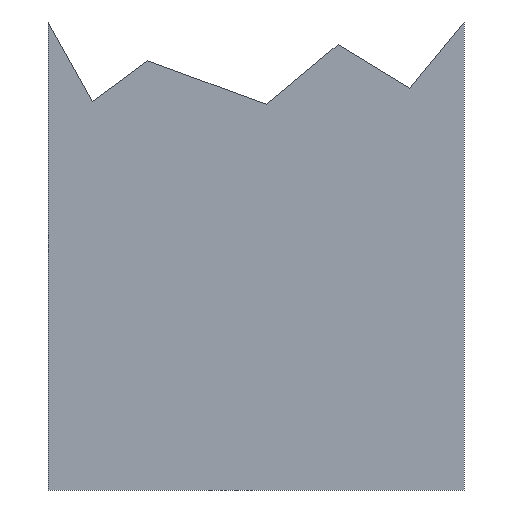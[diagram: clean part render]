
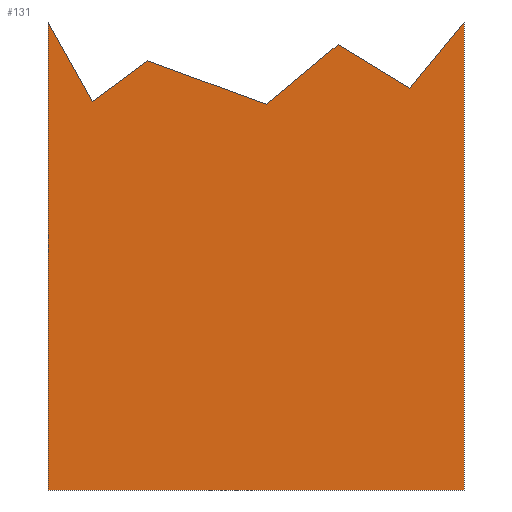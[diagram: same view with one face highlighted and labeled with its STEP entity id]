
A CAD part, front view. The second image highlights one B-rep face of the part: STEP entity #131.
In plain terms, the highlighted planar face has unit normal (0, -1, 0).
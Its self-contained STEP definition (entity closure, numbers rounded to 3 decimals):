
#52=CARTESIAN_POINT('Axis2P3D Location',(0.,-135.,0.)) ;
#57=CARTESIAN_POINT('Line Origine',(17.375,-135.,41.821)) ;
#61=CARTESIAN_POINT('Vertex',(20.,-135.,45.)) ;
#63=CARTESIAN_POINT('Vertex',(14.749,-135.,38.641)) ;
#66=CARTESIAN_POINT('Line Origine',(11.319,-135.,40.729)) ;
#70=CARTESIAN_POINT('Vertex',(7.889,-135.,42.817)) ;
#73=CARTESIAN_POINT('Line Origine',(4.439,-135.,39.949)) ;
#77=CARTESIAN_POINT('Vertex',(0.989,-135.,37.082)) ;
#80=CARTESIAN_POINT('Line Origine',(-4.713,-135.,39.177)) ;
#84=CARTESIAN_POINT('Vertex',(-10.414,-135.,41.273)) ;
#87=CARTESIAN_POINT('Line Origine',(-13.069,-135.,39.308)) ;
#91=CARTESIAN_POINT('Vertex',(-15.723,-135.,37.344)) ;
#94=CARTESIAN_POINT('Line Origine',(-17.862,-135.,41.172)) ;
#98=CARTESIAN_POINT('Vertex',(-20.,-135.,45.)) ;
#101=CARTESIAN_POINT('Line Origine',(-20.,-135.,22.5)) ;
#105=CARTESIAN_POINT('Vertex',(-20.,-135.,0.)) ;
#108=CARTESIAN_POINT('Line Origine',(0.,-135.,0.)) ;
#112=CARTESIAN_POINT('Vertex',(20.,-135.,0.)) ;
#115=CARTESIAN_POINT('Line Origine',(20.,-135.,22.5)) ;
#53=DIRECTION('Axis2P3D Direction',(0.,1.,0.)) ;
#54=DIRECTION('Axis2P3D XDirection',(0.,0.,1.)) ;
#58=DIRECTION('Vector Direction',(-0.637,0.,-0.771)) ;
#67=DIRECTION('Vector Direction',(-0.854,0.,0.52)) ;
#74=DIRECTION('Vector Direction',(-0.769,0.,-0.639)) ;
#81=DIRECTION('Vector Direction',(-0.939,0.,0.345)) ;
#88=DIRECTION('Vector Direction',(-0.804,0.,-0.595)) ;
#95=DIRECTION('Vector Direction',(0.488,0.,-0.873)) ;
#102=DIRECTION('Vector Direction',(0.,0.,1.)) ;
#109=DIRECTION('Vector Direction',(1.,0.,0.)) ;
#116=DIRECTION('Vector Direction',(0.,0.,1.)) ;
#55=AXIS2_PLACEMENT_3D('Plane Axis2P3D',#52,#53,#54) ;
#121=ORIENTED_EDGE('',*,*,#65,.T.) ;
#122=ORIENTED_EDGE('',*,*,#72,.T.) ;
#123=ORIENTED_EDGE('',*,*,#79,.T.) ;
#124=ORIENTED_EDGE('',*,*,#86,.T.) ;
#125=ORIENTED_EDGE('',*,*,#93,.T.) ;
#126=ORIENTED_EDGE('',*,*,#100,.T.) ;
#127=ORIENTED_EDGE('',*,*,#107,.F.) ;
#128=ORIENTED_EDGE('',*,*,#114,.T.) ;
#129=ORIENTED_EDGE('',*,*,#119,.T.) ;
#59=VECTOR('Line Direction',#58,1.) ;
#68=VECTOR('Line Direction',#67,1.) ;
#75=VECTOR('Line Direction',#74,1.) ;
#82=VECTOR('Line Direction',#81,1.) ;
#89=VECTOR('Line Direction',#88,1.) ;
#96=VECTOR('Line Direction',#95,1.) ;
#103=VECTOR('Line Direction',#102,1.) ;
#110=VECTOR('Line Direction',#109,1.) ;
#117=VECTOR('Line Direction',#116,1.) ;
#131=ADVANCED_FACE('Trim.1',(#130),#56,.F.) ;
#65=EDGE_CURVE('',#62,#64,#60,.T.) ;
#72=EDGE_CURVE('',#64,#71,#69,.T.) ;
#79=EDGE_CURVE('',#71,#78,#76,.T.) ;
#86=EDGE_CURVE('',#78,#85,#83,.T.) ;
#93=EDGE_CURVE('',#85,#92,#90,.T.) ;
#100=EDGE_CURVE('',#92,#99,#97,.F.) ;
#107=EDGE_CURVE('',#106,#99,#104,.T.) ;
#114=EDGE_CURVE('',#106,#113,#111,.T.) ;
#119=EDGE_CURVE('',#113,#62,#118,.T.) ;
#120=EDGE_LOOP('',(#121,#122,#123,#124,#125,#126,#127,#128,#129)) ;
#130=FACE_OUTER_BOUND('',#120,.T.) ;
#60=LINE('Line',#57,#59) ;
#69=LINE('Line',#66,#68) ;
#76=LINE('Line',#73,#75) ;
#83=LINE('Line',#80,#82) ;
#90=LINE('Line',#87,#89) ;
#97=LINE('Line',#94,#96) ;
#104=LINE('Line',#101,#103) ;
#111=LINE('Line',#108,#110) ;
#118=LINE('Line',#115,#117) ;
#56=PLANE('',#55) ;
#62=VERTEX_POINT('',#61) ;
#64=VERTEX_POINT('',#63) ;
#71=VERTEX_POINT('',#70) ;
#78=VERTEX_POINT('',#77) ;
#85=VERTEX_POINT('',#84) ;
#92=VERTEX_POINT('',#91) ;
#99=VERTEX_POINT('',#98) ;
#106=VERTEX_POINT('',#105) ;
#113=VERTEX_POINT('',#112) ;
